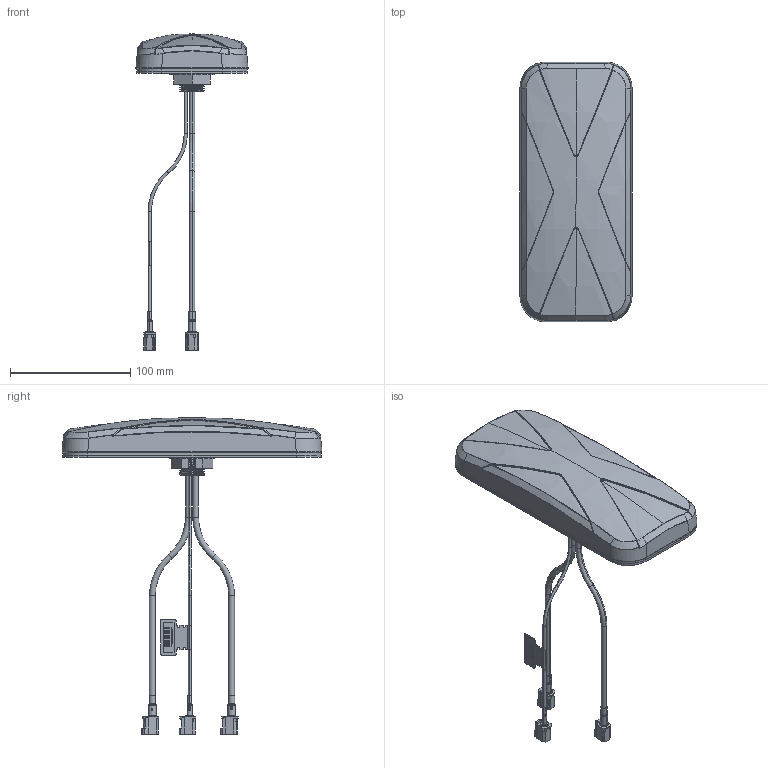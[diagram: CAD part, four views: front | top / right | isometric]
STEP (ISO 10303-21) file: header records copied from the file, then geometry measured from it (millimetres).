
FILE_DESCRIPTION (( 'STEP AP214' ), '1' );
FILE_NAME ('MA411.A.LBI.001_web.STEP', '2020-06-04T06:36:13', ( '' ), ( '' ), 'SwSTEP 2.0', 'SolidWorks 2018', '' );
FILE_SCHEMA (( 'AUTOMOTIVE_DESIGN' ));
Length unit declared in the file: millimetre
Products named in the file (2): MA411.A.LBI.001_web
Bounding box: 93.25 x 216.24 x 263.07 mm (x, y, z)
Surface area: 89287.6 mm2 (no closed solid volume)
Topology: 0 solids, 56 shells, 540 faces, 2175 edges, 1641 vertices
Faces by surface type: plane 257, cylinder 139, bspline 81, torus 33, cone 30
Entity records: 44765 total; most frequent: CARTESIAN_POINT 22159, ORIENTED_EDGE 3259, DIRECTION 3087, EDGE_CURVE 2175, VERTEX_POINT 1641, VECTOR 1303, LINE 1303, AXIS2_PLACEMENT_3D 892
